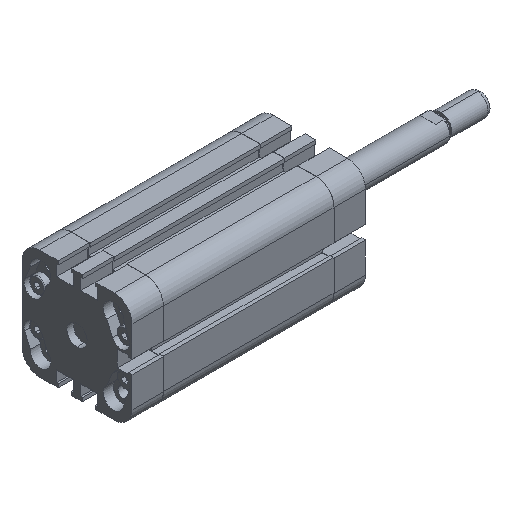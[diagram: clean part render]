
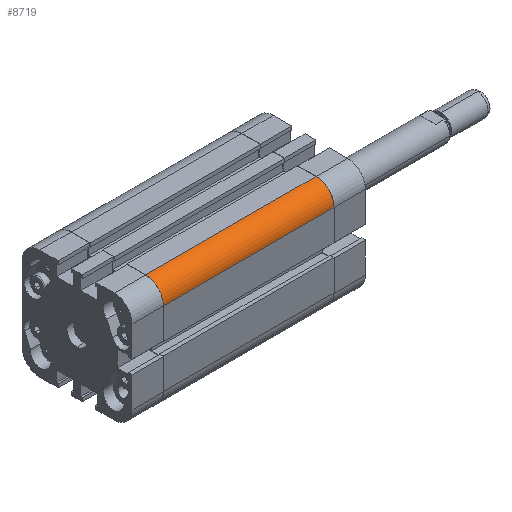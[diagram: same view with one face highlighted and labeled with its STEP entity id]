
A CAD part, isometric view. The second image highlights one B-rep face of the part: STEP entity #8719.
In plain terms, the highlighted cylindrical face has radius 8 mm (diameter 16 mm), a partial arc.
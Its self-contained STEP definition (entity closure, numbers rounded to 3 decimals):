
#1327 = CARTESIAN_POINT ( 'NONE',  ( 0., -16.5, 16.5 ) ) ;
#1419 = DIRECTION ( 'NONE',  ( 1., 0., 0. ) ) ;
#1568 = FACE_OUTER_BOUND ( 'NONE', #13580, .T. ) ;
#5924 = CARTESIAN_POINT ( 'NONE',  ( 76., -24.5, 16.5 ) ) ;
#6822 = CIRCLE ( 'NONE', #12491, 8. ) ;
#8719 = ADVANCED_FACE ( 'NONE', ( #1568 ), #12397, .T. ) ;
#9508 = VERTEX_POINT ( 'NONE', #5924 ) ;
#11253 = VERTEX_POINT ( 'NONE', #23923 ) ;
#11689 = CIRCLE ( 'NONE', #23637, 8. ) ;
#12397 = CYLINDRICAL_SURFACE ( 'NONE', #27877, 8. ) ;
#12491 = AXIS2_PLACEMENT_3D ( 'NONE', #19721, #1419, #25590 ) ;
#13172 = ORIENTED_EDGE ( 'NONE', *, *, #32291, .F. ) ;
#13580 = EDGE_LOOP ( 'NONE', ( #20738, #29193, #13172, #33575 ) ) ;
#15225 = DIRECTION ( 'NONE',  ( 0., 0., 1. ) ) ;
#16086 = LINE ( 'NONE', #32110, #17054 ) ;
#16660 = DIRECTION ( 'NONE',  ( 0., 0., -1. ) ) ;
#17036 = EDGE_CURVE ( 'NONE', #23132, #9508, #6822, .T. ) ;
#17054 = VECTOR ( 'NONE', #18570, 1000. ) ;
#17899 = EDGE_CURVE ( 'NONE', #9508, #20721, #16086, .T. ) ;
#18356 = VECTOR ( 'NONE', #25715, 1000. ) ;
#18570 = DIRECTION ( 'NONE',  ( -1., 0., 0. ) ) ;
#18852 = CARTESIAN_POINT ( 'NONE',  ( 76., -16.5, 24.5 ) ) ;
#19721 = CARTESIAN_POINT ( 'NONE',  ( 76., -16.5, 16.5 ) ) ;
#20060 = DIRECTION ( 'NONE',  ( -1., 0., 0. ) ) ;
#20384 = CARTESIAN_POINT ( 'NONE',  ( 76., -16.5, 24.5 ) ) ;
#20721 = VERTEX_POINT ( 'NONE', #27974 ) ;
#20738 = ORIENTED_EDGE ( 'NONE', *, *, #17036, .F. ) ;
#21390 = EDGE_CURVE ( 'NONE', #11253, #23132, #34086, .T. ) ;
#23132 = VERTEX_POINT ( 'NONE', #18852 ) ;
#23244 = CARTESIAN_POINT ( 'NONE',  ( 76., -16.5, 16.5 ) ) ;
#23637 = AXIS2_PLACEMENT_3D ( 'NONE', #1327, #33893, #16660 ) ;
#23923 = CARTESIAN_POINT ( 'NONE',  ( 0., -16.5, 24.5 ) ) ;
#25590 = DIRECTION ( 'NONE',  ( 0., 0., -1. ) ) ;
#25715 = DIRECTION ( 'NONE',  ( 1., 0., 0. ) ) ;
#27877 = AXIS2_PLACEMENT_3D ( 'NONE', #23244, #20060, #15225 ) ;
#27974 = CARTESIAN_POINT ( 'NONE',  ( 0., -24.5, 16.5 ) ) ;
#29193 = ORIENTED_EDGE ( 'NONE', *, *, #21390, .F. ) ;
#32110 = CARTESIAN_POINT ( 'NONE',  ( 76., -24.5, 16.5 ) ) ;
#32291 = EDGE_CURVE ( 'NONE', #20721, #11253, #11689, .T. ) ;
#33575 = ORIENTED_EDGE ( 'NONE', *, *, #17899, .F. ) ;
#33893 = DIRECTION ( 'NONE',  ( -1., 0., 0. ) ) ;
#34086 = LINE ( 'NONE', #20384, #18356 ) ;
